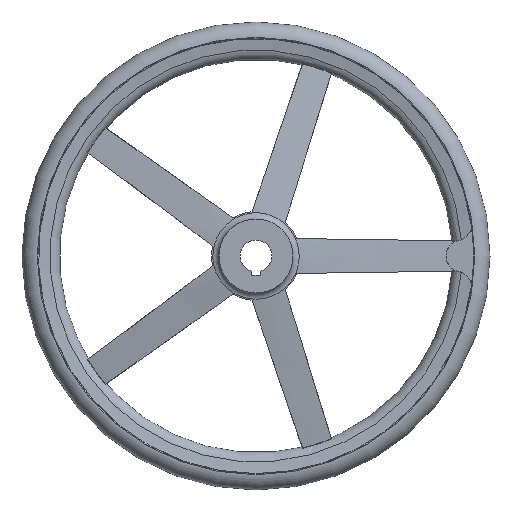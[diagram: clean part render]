
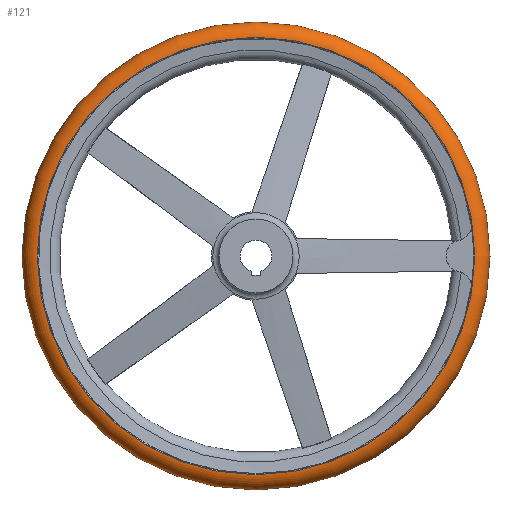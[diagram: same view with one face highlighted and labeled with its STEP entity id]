
A CAD part, front view. The second image highlights one B-rep face of the part: STEP entity #121.
In plain terms, the highlighted toroidal (fillet/blend) face has major radius 233 mm and minor radius 17 mm.
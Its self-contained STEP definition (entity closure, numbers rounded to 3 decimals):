
#121 = ADVANCED_FACE( '', ( #279, #280, #281 ), #282, .T. );
#279 = FACE_BOUND( '', #483, .T. );
#280 = FACE_OUTER_BOUND( '', #484, .T. );
#281 = FACE_OUTER_BOUND( '', #485, .T. );
#282 = TOROIDAL_SURFACE( '', #486, 233., 17. );
#483 = VERTEX_LOOP( '', #798 );
#484 = EDGE_LOOP( '', ( #799 ) );
#485 = EDGE_LOOP( '', ( #800 ) );
#486 = AXIS2_PLACEMENT_3D( '', #801, #802, #803 );
#798 = VERTEX_POINT( '', #1285 );
#799 = ORIENTED_EDGE( '', *, *, #1286, .T. );
#800 = ORIENTED_EDGE( '', *, *, #1265, .F. );
#801 = CARTESIAN_POINT( '', ( 0., 55., 0. ) );
#802 = DIRECTION( '', ( 0., -1., 0. ) );
#803 = DIRECTION( '', ( 0., 0., -1. ) );
#1265 = EDGE_CURVE( '', #1551, #1551, #1552, .T. );
#1285 = CARTESIAN_POINT( '', ( 0., 55., -250. ) );
#1286 = EDGE_CURVE( '', #1580, #1580, #1581, .T. );
#1551 = VERTEX_POINT( '', #2188 );
#1552 = CIRCLE( '', #2189, 233.708 );
#1580 = VERTEX_POINT( '', #2244 );
#1581 = CIRCLE( '', #2245, 233.708 );
#2188 = CARTESIAN_POINT( '', ( 0., 38.015, -233.708 ) );
#2189 = AXIS2_PLACEMENT_3D( '', #2842, #2843, #2844 );
#2244 = CARTESIAN_POINT( '', ( 0., 71.985, -233.708 ) );
#2245 = AXIS2_PLACEMENT_3D( '', #2866, #2867, #2868 );
#2842 = CARTESIAN_POINT( '', ( 0., 38.015, 0. ) );
#2843 = DIRECTION( '', ( 0., -1., 0. ) );
#2844 = DIRECTION( '', ( 0., 0., -1. ) );
#2866 = CARTESIAN_POINT( '', ( 0., 71.985, 0. ) );
#2867 = DIRECTION( '', ( 0., -1., 0. ) );
#2868 = DIRECTION( '', ( 0., 0., -1. ) );
